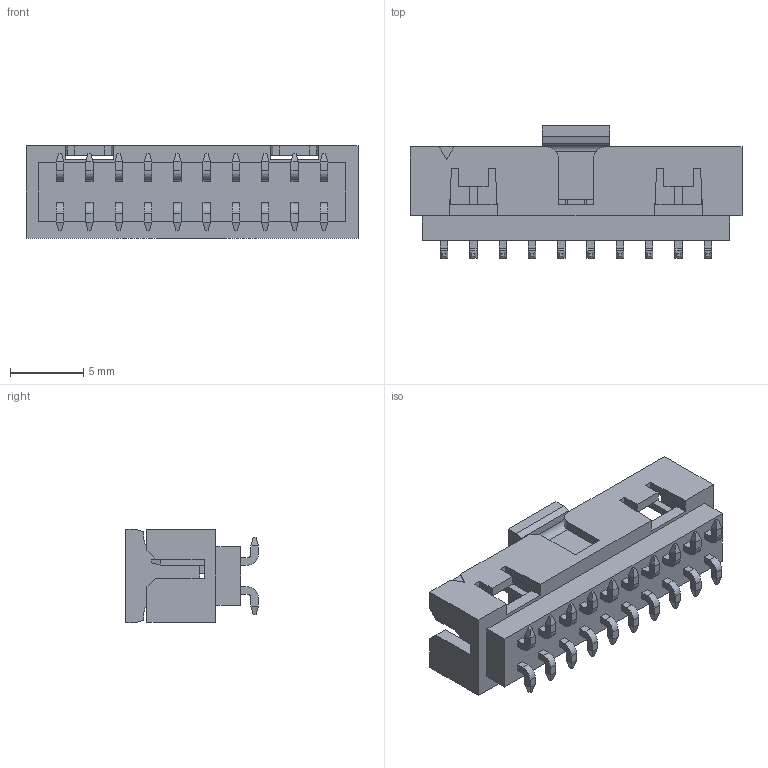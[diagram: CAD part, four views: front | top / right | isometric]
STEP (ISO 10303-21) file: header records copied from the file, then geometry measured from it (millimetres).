
FILE_DESCRIPTION((''),'2;1');
FILE_NAME('878322014','2019-04-10T',('gga'),(''),'PRO/ENGINEER BY PARAMETRIC TECHNOLOGY CORPORATION, 2016010','PRO/ENGINEER BY PARAMETRIC TECHNOLOGY CORPORATION, 2016010','');
FILE_SCHEMA(('CONFIG_CONTROL_DESIGN'));
Length unit declared in the file: millimetre
Products named in the file (1): 878322014
Bounding box: 22.65 x 9.05 x 6.35 mm (x, y, z)
Volume: 512.2 mm3; surface area: 1148.7 mm2
Topology: 1 solids, 1 shells, 525 faces, 1392 edges, 904 vertices
Faces by surface type: plane 481, cylinder 44
Entity records: 15767 total; most frequent: CARTESIAN_POINT 2748, ORIENTED_EDGE 2624, DIRECTION 2530, EDGE_CURVE 1312, VECTOR 1302, LINE 1302, VERTEX_POINT 824, AXIS2_PLACEMENT_3D 614
